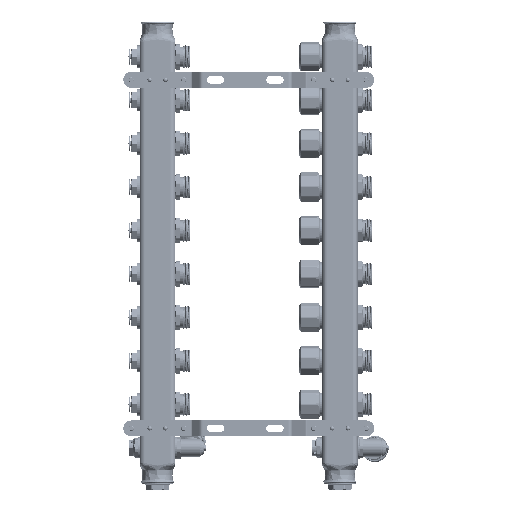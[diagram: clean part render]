
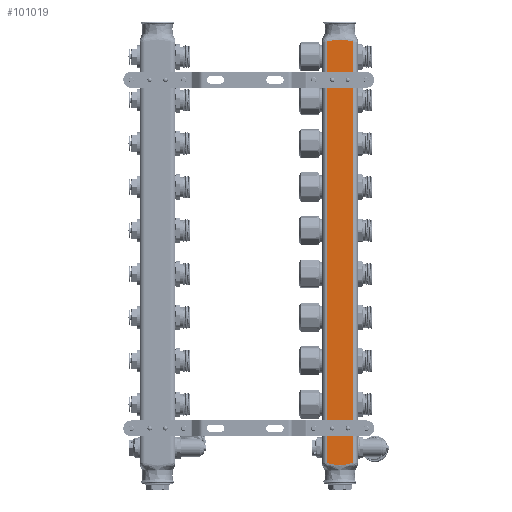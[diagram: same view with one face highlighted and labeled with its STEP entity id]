
A CAD part, front view. The second image highlights one B-rep face of the part: STEP entity #101019.
In plain terms, the highlighted face is planar.
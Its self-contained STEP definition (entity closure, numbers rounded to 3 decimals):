
#490 = CARTESIAN_POINT ( 'NONE',  ( 19.5, 1.236, -508.841 ) ) ;
#825 = CARTESIAN_POINT ( 'NONE',  ( 19.5, -6.109, -508.324 ) ) ;
#1149 = CARTESIAN_POINT ( 'NONE',  ( 19.5, -8.513, -507.87 ) ) ;
#1829 = CARTESIAN_POINT ( 'NONE',  ( 19.5, 6.109, -508.324 ) ) ;
#2368 = VERTEX_POINT ( 'NONE', #64509 ) ;
#2936 = ORIENTED_EDGE ( 'NONE', *, *, #39530, .T. ) ;
#4139 = CARTESIAN_POINT ( 'NONE',  ( 19.5, 12.419, -20.872 ) ) ;
#4487 = CARTESIAN_POINT ( 'NONE',  ( 19.5, 13.314, -21.084 ) ) ;
#5547 = PLANE ( 'NONE',  #31288 ) ;
#8097 = CARTESIAN_POINT ( 'NONE',  ( 19.5, 14.5, -506.59 ) ) ;
#8432 = CARTESIAN_POINT ( 'NONE',  ( 19.5, -2.467, -508.781 ) ) ;
#8792 = CARTESIAN_POINT ( 'NONE',  ( 19.5, 8.513, -507.87 ) ) ;
#9133 = CARTESIAN_POINT ( 'NONE',  ( 19.5, -13.314, -506.916 ) ) ;
#9980 = ORIENTED_EDGE ( 'NONE', *, *, #17753, .T. ) ;
#11317 = FACE_OUTER_BOUND ( 'NONE', #74076, .T. ) ;
#11836 = CARTESIAN_POINT ( 'NONE',  ( 19.5, 2.467, -19.219 ) ) ;
#12186 = CARTESIAN_POINT ( 'NONE',  ( 19.5, -2.467, -19.219 ) ) ;
#12540 = CARTESIAN_POINT ( 'NONE',  ( 19.5, 8.513, -20.13 ) ) ;
#14632 = LINE ( 'NONE', #95309, #46981 ) ;
#16472 = CARTESIAN_POINT ( 'NONE',  ( 19.5, -6.71, -508.215 ) ) ;
#16641 = CARTESIAN_POINT ( 'NONE',  ( 19.5, 14.5, -506.59 ) ) ;
#17146 = CARTESIAN_POINT ( 'NONE',  ( 19.5, -4.9, -508.512 ) ) ;
#17753 = EDGE_CURVE ( 'NONE', #61729, #49998, #14632, .T. ) ;
#19812 = CARTESIAN_POINT ( 'NONE',  ( 19.5, -1.236, -19.159 ) ) ;
#20173 = CARTESIAN_POINT ( 'NONE',  ( 19.5, -4.9, -19.488 ) ) ;
#20858 = CARTESIAN_POINT ( 'NONE',  ( 19.5, -13.908, -21.243 ) ) ;
#21195 = CARTESIAN_POINT ( 'NONE',  ( 19.5, -11.969, -20.783 ) ) ;
#22242 = DIRECTION ( 'NONE',  ( -1., 0., 0. ) ) ;
#23440 = CARTESIAN_POINT ( 'NONE',  ( 19.5, -14.5, -506.59 ) ) ;
#24487 = CARTESIAN_POINT ( 'NONE',  ( 19.5, 11.969, -507.217 ) ) ;
#24808 = CARTESIAN_POINT ( 'NONE',  ( 19.5, 6.71, -508.215 ) ) ;
#25508 = CARTESIAN_POINT ( 'NONE',  ( 19.5, -11.517, -507.295 ) ) ;
#25849 = CARTESIAN_POINT ( 'NONE',  ( 19.5, -11.969, -507.217 ) ) ;
#27853 = CARTESIAN_POINT ( 'NONE',  ( 19.5, 6.109, -19.676 ) ) ;
#28523 = CARTESIAN_POINT ( 'NONE',  ( 19.5, 12.568, -20.907 ) ) ;
#28880 = CARTESIAN_POINT ( 'NONE',  ( 19.5, 11.517, -20.705 ) ) ;
#29220 = CARTESIAN_POINT ( 'NONE',  ( 19.5, -12.568, -20.907 ) ) ;
#29567 = DIRECTION ( 'NONE',  ( 0., -1., 0. ) ) ;
#31288 = AXIS2_PLACEMENT_3D ( 'NONE', #85671, #22242, #29567 ) ;
#32251 = ORIENTED_EDGE ( 'NONE', *, *, #42916, .F. ) ;
#32828 = CARTESIAN_POINT ( 'NONE',  ( 19.5, -4.294, -508.591 ) ) ;
#33496 = CARTESIAN_POINT ( 'NONE',  ( 19.5, 4.9, -508.512 ) ) ;
#36201 = CARTESIAN_POINT ( 'NONE',  ( 19.5, 1.236, -19.159 ) ) ;
#39530 = EDGE_CURVE ( 'NONE', #49998, #2368, #71384, .T. ) ;
#41155 = CARTESIAN_POINT ( 'NONE',  ( 19.5, -12.568, -507.093 ) ) ;
#41509 = CARTESIAN_POINT ( 'NONE',  ( 19.5, 12.568, -507.093 ) ) ;
#42797 = VERTEX_POINT ( 'NONE', #23440 ) ;
#42916 = EDGE_CURVE ( 'NONE', #61729, #42797, #70013, .T. ) ;
#43869 = CARTESIAN_POINT ( 'NONE',  ( 19.5, 4.294, -19.409 ) ) ;
#44545 = CARTESIAN_POINT ( 'NONE',  ( 19.5, 9.712, -20.376 ) ) ;
#44897 = CARTESIAN_POINT ( 'NONE',  ( 19.5, -13.314, -21.084 ) ) ;
#46981 = VECTOR ( 'NONE', #54988, 1000. ) ;
#48191 = LINE ( 'NONE', #90956, #96746 ) ;
#48499 = CARTESIAN_POINT ( 'NONE',  ( 19.5, 2.467, -508.781 ) ) ;
#48857 = CARTESIAN_POINT ( 'NONE',  ( 19.5, 9.712, -507.624 ) ) ;
#49998 = VERTEX_POINT ( 'NONE', #79554 ) ;
#51905 = CARTESIAN_POINT ( 'NONE',  ( 19.5, 14.5, -21.41 ) ) ;
#52245 = CARTESIAN_POINT ( 'NONE',  ( 19.5, -12.119, -20.809 ) ) ;
#52604 = CARTESIAN_POINT ( 'NONE',  ( 19.5, -11.216, -20.651 ) ) ;
#52938 = CARTESIAN_POINT ( 'NONE',  ( 19.5, -8.513, -20.13 ) ) ;
#54988 = DIRECTION ( 'NONE',  ( 0., 0., 1. ) ) ;
#56211 = CARTESIAN_POINT ( 'NONE',  ( 19.5, 11.216, -507.349 ) ) ;
#57591 = CARTESIAN_POINT ( 'NONE',  ( 19.5, 4.294, -508.591 ) ) ;
#58269 = DIRECTION ( 'NONE',  ( 0., 0., 1. ) ) ;
#60250 = CARTESIAN_POINT ( 'NONE',  ( 19.5, -12.419, -20.872 ) ) ;
#61729 = VERTEX_POINT ( 'NONE', #16641 ) ;
#64225 = CARTESIAN_POINT ( 'NONE',  ( 19.5, 13.908, -506.757 ) ) ;
#64509 = CARTESIAN_POINT ( 'NONE',  ( 19.5, -14.5, -21.41 ) ) ;
#64888 = CARTESIAN_POINT ( 'NONE',  ( 19.5, 13.314, -506.916 ) ) ;
#67585 = CARTESIAN_POINT ( 'NONE',  ( 19.5, 13.908, -21.243 ) ) ;
#67920 = CARTESIAN_POINT ( 'NONE',  ( 19.5, -6.109, -19.676 ) ) ;
#68259 = CARTESIAN_POINT ( 'NONE',  ( 19.5, -14.5, -21.41 ) ) ;
#68978 = CARTESIAN_POINT ( 'NONE',  ( 19.5, -9.712, -20.376 ) ) ;
#70013 = B_SPLINE_CURVE_WITH_KNOTS ( 'NONE', 3,
 ( #8097, #64225, #64888, #41509, #72587, #81295, #24487, #97227, #56211, #48857, #8792, #24808, #1829, #33496, #57591, #48499, #490, #89258, #8432, #32828, #17146, #825, #16472, #1149, #80925, #73251, #25508, #25849, #72220, #97573, #41155, #9133, #80589, #80258 ),
 .UNSPECIFIED., .F., .F.,
 ( 4, 2, 2, 2, 2, 2, 2, 2, 2, 2, 2, 2, 2, 2, 2, 2, 4 ),
 ( 0., 0.002, 0.002, 0.003, 0.004, 0.007, 0.009, 0.011, 0.015, 0.018, 0.02, 0.022, 0.026, 0.027, 0.027, 0.028, 0.029 ),
 .UNSPECIFIED. ) ;
#71384 = B_SPLINE_CURVE_WITH_KNOTS ( 'NONE', 3,
 ( #51905, #67585, #4487, #28523, #4139, #75606, #75937, #28880, #100941, #44545, #12540, #83952, #27853, #99538, #43869, #11836, #36201, #19812, #12186, #83606, #20173, #67920, #91919, #52938, #68978, #52604, #99901, #21195, #52245, #60250, #29220, #44897, #20858, #68259 ),
 .UNSPECIFIED., .F., .F.,
 ( 4, 2, 2, 2, 2, 2, 2, 2, 2, 2, 2, 2, 2, 2, 2, 2, 4 ),
 ( 0., 0.002, 0.002, 0.003, 0.004, 0.007, 0.009, 0.011, 0.015, 0.018, 0.02, 0.022, 0.026, 0.027, 0.027, 0.028, 0.029 ),
 .UNSPECIFIED. ) ;
#72220 = CARTESIAN_POINT ( 'NONE',  ( 19.5, -12.119, -507.191 ) ) ;
#72587 = CARTESIAN_POINT ( 'NONE',  ( 19.5, 12.419, -507.128 ) ) ;
#73251 = CARTESIAN_POINT ( 'NONE',  ( 19.5, -11.216, -507.349 ) ) ;
#74076 = EDGE_LOOP ( 'NONE', ( #9980, #2936, #90101, #32251 ) ) ;
#75454 = EDGE_CURVE ( 'NONE', #42797, #2368, #48191, .T. ) ;
#75606 = CARTESIAN_POINT ( 'NONE',  ( 19.5, 12.119, -20.809 ) ) ;
#75937 = CARTESIAN_POINT ( 'NONE',  ( 19.5, 11.969, -20.783 ) ) ;
#79554 = CARTESIAN_POINT ( 'NONE',  ( 19.5, 14.5, -21.41 ) ) ;
#80258 = CARTESIAN_POINT ( 'NONE',  ( 19.5, -14.5, -506.59 ) ) ;
#80589 = CARTESIAN_POINT ( 'NONE',  ( 19.5, -13.908, -506.757 ) ) ;
#80925 = CARTESIAN_POINT ( 'NONE',  ( 19.5, -9.712, -507.624 ) ) ;
#81295 = CARTESIAN_POINT ( 'NONE',  ( 19.5, 12.119, -507.191 ) ) ;
#83606 = CARTESIAN_POINT ( 'NONE',  ( 19.5, -4.294, -19.409 ) ) ;
#83952 = CARTESIAN_POINT ( 'NONE',  ( 19.5, 6.71, -19.785 ) ) ;
#85671 = CARTESIAN_POINT ( 'NONE',  ( 19.5, 14.5, -264. ) ) ;
#89258 = CARTESIAN_POINT ( 'NONE',  ( 19.5, -1.236, -508.841 ) ) ;
#90101 = ORIENTED_EDGE ( 'NONE', *, *, #75454, .F. ) ;
#90956 = CARTESIAN_POINT ( 'NONE',  ( 19.5, -14.5, -264. ) ) ;
#91919 = CARTESIAN_POINT ( 'NONE',  ( 19.5, -6.71, -19.785 ) ) ;
#95309 = CARTESIAN_POINT ( 'NONE',  ( 19.5, 14.5, -264. ) ) ;
#96746 = VECTOR ( 'NONE', #58269, 1000. ) ;
#97227 = CARTESIAN_POINT ( 'NONE',  ( 19.5, 11.517, -507.295 ) ) ;
#97573 = CARTESIAN_POINT ( 'NONE',  ( 19.5, -12.419, -507.128 ) ) ;
#99538 = CARTESIAN_POINT ( 'NONE',  ( 19.5, 4.9, -19.488 ) ) ;
#99901 = CARTESIAN_POINT ( 'NONE',  ( 19.5, -11.517, -20.705 ) ) ;
#100941 = CARTESIAN_POINT ( 'NONE',  ( 19.5, 11.216, -20.651 ) ) ;
#101019 = ADVANCED_FACE ( 'NONE', ( #11317 ), #5547, .F. ) ;
